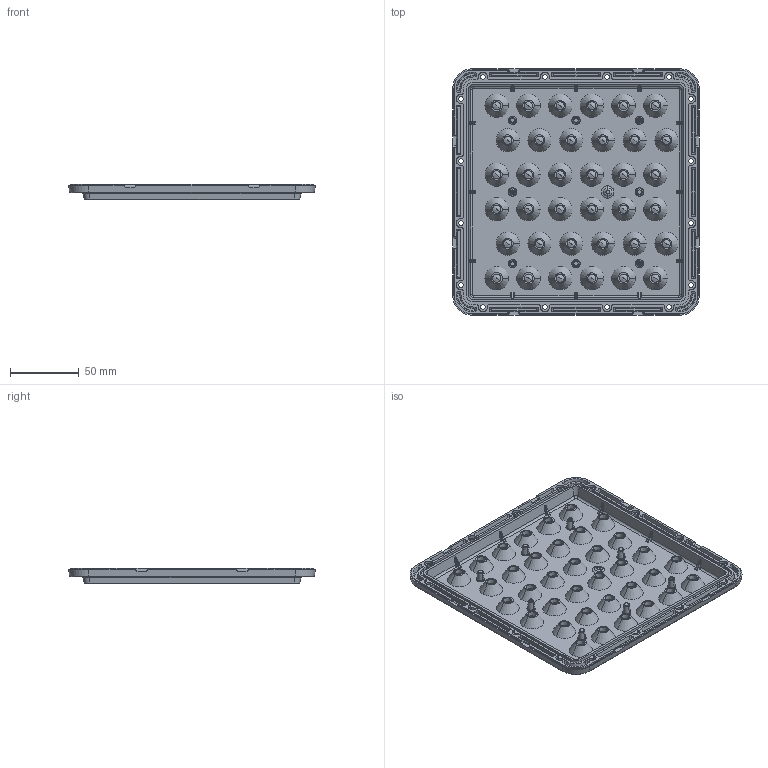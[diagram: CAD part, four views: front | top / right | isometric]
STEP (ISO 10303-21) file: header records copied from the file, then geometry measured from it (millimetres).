
FILE_DESCRIPTION((''),'2;1');
FILE_NAME('JY-20225-C3630-180180','2025-02-18T11:17:52',('Administrator'),(''),'CREO PARAMETRIC BY PTC INC, 2022414','CREO PARAMETRIC BY PTC INC, 2022414','');
FILE_SCHEMA(('CONFIG_CONTROL_DESIGN','SHAPE_APPEARANCE_LAYERS_GROUPS'));
Products named in the file (1): JY-20225-C3630-180180
Bounding box: 178.71 x 178.71 x 11 mm (x, y, z)
Volume: 117783.8 mm3; surface area: 88184.9 mm2
Topology: 1 solids, 1 shells, 1350 faces, 3518 edges, 2205 vertices
Faces by surface type: cylinder 318, plane 312, cone 274, bspline 150, extrusion 122, torus 100, revolution 72, sphere 2
Entity records: 51358 total; most frequent: CARTESIAN_POINT 18710, ORIENTED_EDGE 6888, DIRECTION 6124, EDGE_CURVE 3444, AXIS2_PLACEMENT_3D 2267, VERTEX_POINT 2205, VECTOR 1518, EDGE_LOOP 1491
